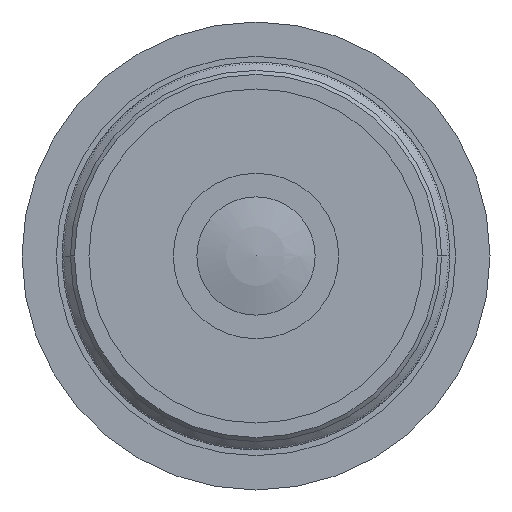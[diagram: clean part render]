
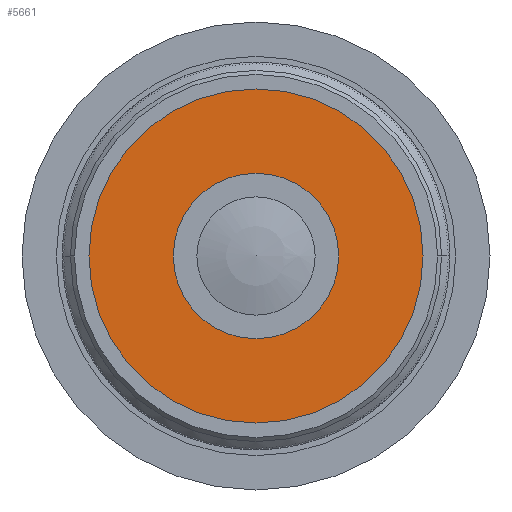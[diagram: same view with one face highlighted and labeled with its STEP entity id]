
A CAD part, front view. The second image highlights one B-rep face of the part: STEP entity #5661.
In plain terms, the highlighted planar face has unit normal (0, -1, 0).
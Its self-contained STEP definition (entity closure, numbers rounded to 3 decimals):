
#373 = CARTESIAN_POINT ( 'NONE',  ( 10.25, 8., 0. ) ) ;
#747 = CARTESIAN_POINT ( 'NONE',  ( 0., 8., 0. ) ) ;
#2074 = VERTEX_POINT ( 'NONE', #30598 ) ;
#2611 = DIRECTION ( 'NONE',  ( 0., -1., 0. ) ) ;
#3070 = DIRECTION ( 'NONE',  ( 0., -1., 0. ) ) ;
#5244 = ORIENTED_EDGE ( 'NONE', *, *, #38876, .T. ) ;
#5661 = ADVANCED_FACE ( 'NONE', ( #16052, #11679 ), #31914, .T. ) ;
#9126 = CARTESIAN_POINT ( 'NONE',  ( 0., 8., 0. ) ) ;
#9855 = EDGE_CURVE ( 'NONE', #19753, #14670, #36356, .T. ) ;
#11391 = DIRECTION ( 'NONE',  ( 0., -1., 0. ) ) ;
#11679 = FACE_OUTER_BOUND ( 'NONE', #22755, .T. ) ;
#13975 = CIRCLE ( 'NONE', #18190, 20.7 ) ;
#14670 = VERTEX_POINT ( 'NONE', #14925 ) ;
#14925 = CARTESIAN_POINT ( 'NONE',  ( -10.25, 8., 0. ) ) ;
#15404 = DIRECTION ( 'NONE',  ( 1., 0., 0. ) ) ;
#16052 = FACE_BOUND ( 'NONE', #24723, .T. ) ;
#16311 = CIRCLE ( 'NONE', #17890, 10.25 ) ;
#17890 = AXIS2_PLACEMENT_3D ( 'NONE', #27867, #18612, #34162 ) ;
#18143 = AXIS2_PLACEMENT_3D ( 'NONE', #23634, #11391, #20374 ) ;
#18190 = AXIS2_PLACEMENT_3D ( 'NONE', #21725, #3070, #40000 ) ;
#18612 = DIRECTION ( 'NONE',  ( 0., -1., 0. ) ) ;
#19533 = DIRECTION ( 'NONE',  ( 0., -1., 0. ) ) ;
#19753 = VERTEX_POINT ( 'NONE', #373 ) ;
#20374 = DIRECTION ( 'NONE',  ( 1., 0., 0. ) ) ;
#21725 = CARTESIAN_POINT ( 'NONE',  ( 0., 8., 0. ) ) ;
#21793 = CARTESIAN_POINT ( 'NONE',  ( -20.7, 8., 0. ) ) ;
#22755 = EDGE_LOOP ( 'NONE', ( #5244, #39191 ) ) ;
#23538 = EDGE_CURVE ( 'NONE', #37585, #2074, #13975, .T. ) ;
#23634 = CARTESIAN_POINT ( 'NONE',  ( 0., 8., 0. ) ) ;
#24438 = CIRCLE ( 'NONE', #24595, 20.7 ) ;
#24595 = AXIS2_PLACEMENT_3D ( 'NONE', #9126, #2611, #15404 ) ;
#24723 = EDGE_LOOP ( 'NONE', ( #25360, #29605 ) ) ;
#25360 = ORIENTED_EDGE ( 'NONE', *, *, #26009, .F. ) ;
#26009 = EDGE_CURVE ( 'NONE', #14670, #19753, #16311, .T. ) ;
#27867 = CARTESIAN_POINT ( 'NONE',  ( 0., 8., 0. ) ) ;
#29605 = ORIENTED_EDGE ( 'NONE', *, *, #9855, .F. ) ;
#29984 = AXIS2_PLACEMENT_3D ( 'NONE', #747, #19533, #38639 ) ;
#30598 = CARTESIAN_POINT ( 'NONE',  ( 20.7, 8., 0. ) ) ;
#31914 = PLANE ( 'NONE',  #29984 ) ;
#34162 = DIRECTION ( 'NONE',  ( 1., 0., 0. ) ) ;
#36356 = CIRCLE ( 'NONE', #18143, 10.25 ) ;
#37585 = VERTEX_POINT ( 'NONE', #21793 ) ;
#38639 = DIRECTION ( 'NONE',  ( 1., 0., 0. ) ) ;
#38876 = EDGE_CURVE ( 'NONE', #2074, #37585, #24438, .T. ) ;
#39191 = ORIENTED_EDGE ( 'NONE', *, *, #23538, .T. ) ;
#40000 = DIRECTION ( 'NONE',  ( 1., 0., 0. ) ) ;
